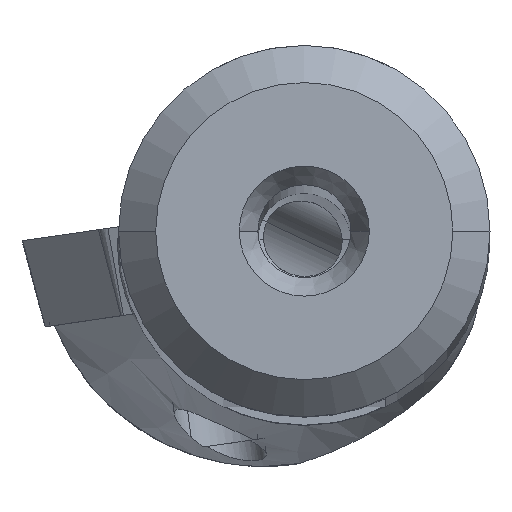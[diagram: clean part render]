
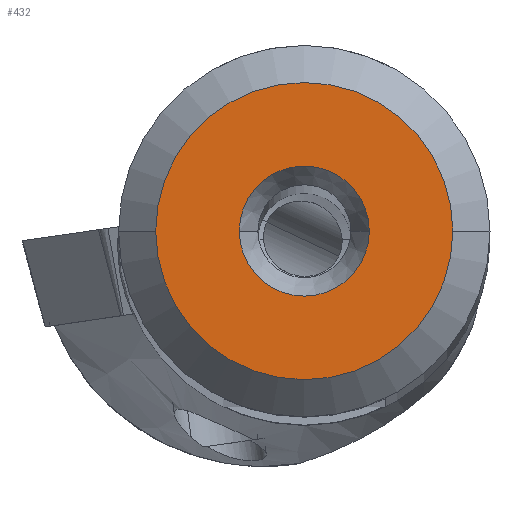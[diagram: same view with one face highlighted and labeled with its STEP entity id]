
A CAD part, top view. The second image highlights one B-rep face of the part: STEP entity #432.
In plain terms, the highlighted planar face has unit normal (0, 0, 1).
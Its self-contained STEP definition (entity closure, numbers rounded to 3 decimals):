
#432=ADVANCED_FACE('',(#514,#515),#486,.T.);
#486=PLANE('',#2590);
#514=FACE_BOUND('',#610,.T.);
#515=FACE_BOUND('',#611,.T.);
#610=EDGE_LOOP('',(#1183,#1184,#1185,#1186));
#611=EDGE_LOOP('',(#1187,#1188));
#1183=ORIENTED_EDGE('',*,*,#1844,.F.);
#1184=ORIENTED_EDGE('',*,*,#1842,.F.);
#1185=ORIENTED_EDGE('',*,*,#1841,.F.);
#1186=ORIENTED_EDGE('',*,*,#1845,.F.);
#1187=ORIENTED_EDGE('',*,*,#1846,.F.);
#1188=ORIENTED_EDGE('',*,*,#1847,.F.);
#1525=VERTEX_POINT('',#4959);
#1526=VERTEX_POINT('',#4961);
#1527=VERTEX_POINT('',#4963);
#1528=VERTEX_POINT('',#4967);
#1529=VERTEX_POINT('',#4971);
#1530=VERTEX_POINT('',#4972);
#1841=EDGE_CURVE('',#1525,#1526,#1991,.T.);
#1842=EDGE_CURVE('',#1526,#1527,#1992,.T.);
#1844=EDGE_CURVE('',#1527,#1528,#1993,.T.);
#1845=EDGE_CURVE('',#1528,#1525,#1994,.T.);
#1846=EDGE_CURVE('',#1529,#1530,#1995,.T.);
#1847=EDGE_CURVE('',#1530,#1529,#1996,.T.);
#1991=CIRCLE('',#2582,4.);
#1992=CIRCLE('',#2583,4.);
#1993=CIRCLE('',#2585,4.);
#1994=CIRCLE('',#2586,4.);
#1995=CIRCLE('',#2588,1.75);
#1996=CIRCLE('',#2589,1.75);
#2582=AXIS2_PLACEMENT_3D('',#4960,#3165,#3166);
#2583=AXIS2_PLACEMENT_3D('',#4962,#3167,#3168);
#2585=AXIS2_PLACEMENT_3D('',#4966,#3172,#3173);
#2586=AXIS2_PLACEMENT_3D('',#4968,#3174,#3175);
#2588=AXIS2_PLACEMENT_3D('',#4970,#3178,#3179);
#2589=AXIS2_PLACEMENT_3D('',#4973,#3180,#3181);
#2590=AXIS2_PLACEMENT_3D('',#4974,#3182,#3183);
#3165=DIRECTION('',(0.,0.,-1.));
#3166=DIRECTION('',(-1.,0.,0.));
#3167=DIRECTION('',(0.,0.,-1.));
#3168=DIRECTION('',(0.,1.,0.));
#3172=DIRECTION('',(0.,0.,-1.));
#3173=DIRECTION('',(1.,0.,0.));
#3174=DIRECTION('',(0.,0.,-1.));
#3175=DIRECTION('',(0.,-1.,0.));
#3178=DIRECTION('',(0.,0.,1.));
#3179=DIRECTION('',(-1.,0.,0.));
#3180=DIRECTION('',(0.,0.,1.));
#3181=DIRECTION('',(1.,0.,0.));
#3182=DIRECTION('',(0.,0.,1.));
#3183=DIRECTION('',(-1.,0.,0.));
#4959=CARTESIAN_POINT('',(-4.,0.,0.));
#4960=CARTESIAN_POINT('',(0.,0.,0.));
#4961=CARTESIAN_POINT('',(0.,4.,0.));
#4962=CARTESIAN_POINT('',(0.,0.,0.));
#4963=CARTESIAN_POINT('',(4.,0.,0.));
#4966=CARTESIAN_POINT('',(0.,0.,0.));
#4967=CARTESIAN_POINT('',(0.,-4.,0.));
#4968=CARTESIAN_POINT('',(0.,0.,0.));
#4970=CARTESIAN_POINT('',(0.,0.,0.));
#4971=CARTESIAN_POINT('',(-1.75,0.,0.));
#4972=CARTESIAN_POINT('',(1.75,0.,0.));
#4973=CARTESIAN_POINT('',(0.,0.,0.));
#4974=CARTESIAN_POINT('',(0.,0.,0.));
